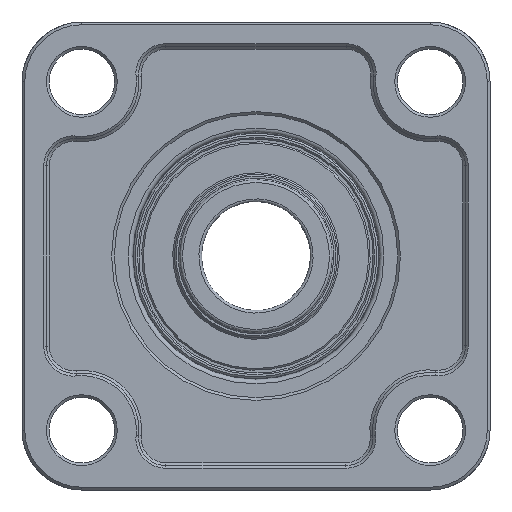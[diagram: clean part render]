
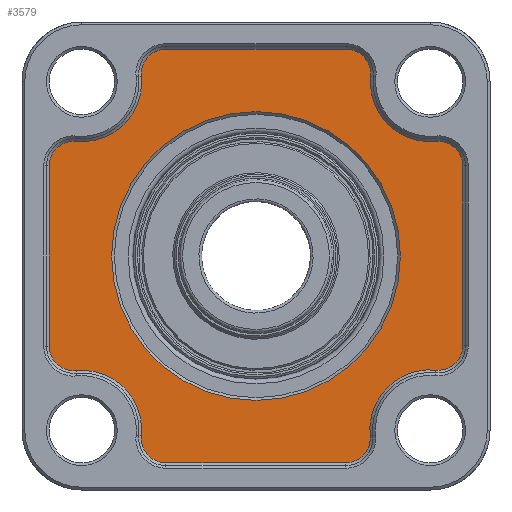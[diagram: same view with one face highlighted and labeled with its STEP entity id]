
A CAD part, front view. The second image highlights one B-rep face of the part: STEP entity #3579.
In plain terms, the highlighted planar face has unit normal (0, -1, 0).
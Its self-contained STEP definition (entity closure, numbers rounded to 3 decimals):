
#188=FACE_BOUND('',#605,.T.);
#293=PLANE('',#3915);
#366=FACE_OUTER_BOUND('',#604,.T.);
#604=EDGE_LOOP('',(#2512,#2513,#2514,#2515,#2516,#2517,#2518,#2519,#2520,
#2521,#2522,#2523,#2524,#2525,#2526,#2527));
#605=EDGE_LOOP('',(#2528));
#846=CIRCLE('',#3862,4.5);
#848=CIRCLE('',#3866,4.5);
#851=CIRCLE('',#3870,11.);
#852=CIRCLE('',#3872,4.5);
#854=CIRCLE('',#3876,4.5);
#857=CIRCLE('',#3880,11.);
#858=CIRCLE('',#3882,4.5);
#860=CIRCLE('',#3886,4.5);
#863=CIRCLE('',#3890,11.);
#864=CIRCLE('',#3892,4.5);
#866=CIRCLE('',#3896,4.5);
#869=CIRCLE('',#3900,11.084);
#876=CIRCLE('',#3916,26.528);
#1140=LINE('',#5620,#1346);
#1146=LINE('',#5644,#1352);
#1152=LINE('',#5668,#1358);
#1158=LINE('',#5692,#1364);
#1346=VECTOR('',#4388,10.);
#1352=VECTOR('',#4414,10.);
#1358=VECTOR('',#4440,10.);
#1364=VECTOR('',#4466,10.);
#1549=VERTEX_POINT('',#5608);
#1550=VERTEX_POINT('',#5610);
#1553=VERTEX_POINT('',#5618);
#1555=VERTEX_POINT('',#5623);
#1557=VERTEX_POINT('',#5630);
#1559=VERTEX_POINT('',#5635);
#1561=VERTEX_POINT('',#5642);
#1563=VERTEX_POINT('',#5647);
#1565=VERTEX_POINT('',#5654);
#1567=VERTEX_POINT('',#5659);
#1569=VERTEX_POINT('',#5666);
#1571=VERTEX_POINT('',#5671);
#1573=VERTEX_POINT('',#5678);
#1575=VERTEX_POINT('',#5683);
#1577=VERTEX_POINT('',#5690);
#1579=VERTEX_POINT('',#5695);
#1589=VERTEX_POINT('',#5737);
#1871=EDGE_CURVE('',#1549,#1550,#846,.T.);
#1876=EDGE_CURVE('',#1553,#1549,#1140,.T.);
#1878=EDGE_CURVE('',#1555,#1553,#848,.T.);
#1882=EDGE_CURVE('',#1557,#1555,#851,.T.);
#1884=EDGE_CURVE('',#1559,#1557,#852,.T.);
#1888=EDGE_CURVE('',#1561,#1559,#1146,.T.);
#1890=EDGE_CURVE('',#1563,#1561,#854,.T.);
#1894=EDGE_CURVE('',#1565,#1563,#857,.T.);
#1896=EDGE_CURVE('',#1567,#1565,#858,.T.);
#1900=EDGE_CURVE('',#1569,#1567,#1152,.T.);
#1902=EDGE_CURVE('',#1571,#1569,#860,.T.);
#1906=EDGE_CURVE('',#1573,#1571,#863,.T.);
#1908=EDGE_CURVE('',#1575,#1573,#864,.T.);
#1912=EDGE_CURVE('',#1577,#1575,#1158,.T.);
#1914=EDGE_CURVE('',#1579,#1577,#866,.T.);
#1917=EDGE_CURVE('',#1550,#1579,#869,.T.);
#1935=EDGE_CURVE('',#1589,#1589,#876,.T.);
#2512=ORIENTED_EDGE('',*,*,#1871,.F.);
#2513=ORIENTED_EDGE('',*,*,#1876,.F.);
#2514=ORIENTED_EDGE('',*,*,#1878,.F.);
#2515=ORIENTED_EDGE('',*,*,#1882,.F.);
#2516=ORIENTED_EDGE('',*,*,#1884,.F.);
#2517=ORIENTED_EDGE('',*,*,#1888,.F.);
#2518=ORIENTED_EDGE('',*,*,#1890,.F.);
#2519=ORIENTED_EDGE('',*,*,#1894,.F.);
#2520=ORIENTED_EDGE('',*,*,#1896,.F.);
#2521=ORIENTED_EDGE('',*,*,#1900,.F.);
#2522=ORIENTED_EDGE('',*,*,#1902,.F.);
#2523=ORIENTED_EDGE('',*,*,#1906,.F.);
#2524=ORIENTED_EDGE('',*,*,#1908,.F.);
#2525=ORIENTED_EDGE('',*,*,#1912,.F.);
#2526=ORIENTED_EDGE('',*,*,#1914,.F.);
#2527=ORIENTED_EDGE('',*,*,#1917,.F.);
#2528=ORIENTED_EDGE('',*,*,#1935,.F.);
#3579=ADVANCED_FACE('',(#366,#188),#293,.T.);
#3862=AXIS2_PLACEMENT_3D('',#5611,#4379,#4380);
#3866=AXIS2_PLACEMENT_3D('',#5625,#4392,#4393);
#3870=AXIS2_PLACEMENT_3D('',#5632,#4401,#4402);
#3872=AXIS2_PLACEMENT_3D('',#5637,#4406,#4407);
#3876=AXIS2_PLACEMENT_3D('',#5649,#4418,#4419);
#3880=AXIS2_PLACEMENT_3D('',#5656,#4427,#4428);
#3882=AXIS2_PLACEMENT_3D('',#5661,#4432,#4433);
#3886=AXIS2_PLACEMENT_3D('',#5673,#4444,#4445);
#3890=AXIS2_PLACEMENT_3D('',#5680,#4453,#4454);
#3892=AXIS2_PLACEMENT_3D('',#5685,#4458,#4459);
#3896=AXIS2_PLACEMENT_3D('',#5697,#4470,#4471);
#3900=AXIS2_PLACEMENT_3D('',#5701,#4478,#4479);
#3915=AXIS2_PLACEMENT_3D('',#5736,#4519,#4520);
#3916=AXIS2_PLACEMENT_3D('',#5738,#4521,#4522);
#4379=DIRECTION('center_axis',(0.,1.,0.));
#4380=DIRECTION('ref_axis',(0.672,0.,-0.74));
#4388=DIRECTION('',(0.,0.,-1.));
#4392=DIRECTION('center_axis',(0.,1.,0.));
#4393=DIRECTION('ref_axis',(0.672,0.,0.741));
#4401=DIRECTION('center_axis',(0.,-1.,0.));
#4402=DIRECTION('ref_axis',(-1.,0.,0.));
#4406=DIRECTION('center_axis',(0.,1.,0.));
#4407=DIRECTION('ref_axis',(0.741,0.,0.672));
#4414=DIRECTION('',(1.,0.,0.));
#4418=DIRECTION('center_axis',(0.,1.,0.));
#4419=DIRECTION('ref_axis',(-0.741,0.,0.672));
#4427=DIRECTION('center_axis',(0.,-1.,0.));
#4428=DIRECTION('ref_axis',(1.,0.,0.));
#4432=DIRECTION('center_axis',(0.,1.,0.));
#4433=DIRECTION('ref_axis',(-0.672,0.,0.741));
#4440=DIRECTION('',(0.,0.,1.));
#4444=DIRECTION('center_axis',(0.,1.,0.));
#4445=DIRECTION('ref_axis',(-0.672,0.,-0.741));
#4453=DIRECTION('center_axis',(0.,-1.,0.));
#4454=DIRECTION('ref_axis',(1.,0.,0.));
#4458=DIRECTION('center_axis',(0.,1.,0.));
#4459=DIRECTION('ref_axis',(-0.741,0.,-0.672));
#4466=DIRECTION('',(-1.,0.,0.));
#4470=DIRECTION('center_axis',(0.,1.,0.));
#4471=DIRECTION('ref_axis',(0.74,0.,-0.672));
#4478=DIRECTION('center_axis',(0.,-1.,0.));
#4479=DIRECTION('ref_axis',(-1.,0.,0.));
#4519=DIRECTION('center_axis',(0.,-1.,0.));
#4520=DIRECTION('ref_axis',(0.,0.,-1.));
#4521=DIRECTION('center_axis',(0.,-1.,0.));
#4522=DIRECTION('ref_axis',(-1.,0.,0.));
#5608=CARTESIAN_POINT('',(38.,4.,-16.488));
#5610=CARTESIAN_POINT('',(33.067,4.,-20.967));
#5611=CARTESIAN_POINT('Origin',(33.5,4.,-16.488));
#5618=CARTESIAN_POINT('',(38.,4.,16.573));
#5620=CARTESIAN_POINT('',(38.,4.,11.877));
#5623=CARTESIAN_POINT('',(33.065,4.,21.052));
#5625=CARTESIAN_POINT('Origin',(33.5,4.,16.573));
#5630=CARTESIAN_POINT('',(21.052,4.,33.065));
#5632=CARTESIAN_POINT('Origin',(32.,4.,32.));
#5635=CARTESIAN_POINT('',(16.573,4.,38.));
#5637=CARTESIAN_POINT('Origin',(16.573,4.,33.5));
#5642=CARTESIAN_POINT('',(-16.573,4.,38.));
#5644=CARTESIAN_POINT('',(-11.877,4.,38.));
#5647=CARTESIAN_POINT('',(-21.052,4.,33.065));
#5649=CARTESIAN_POINT('Origin',(-16.573,4.,33.5));
#5654=CARTESIAN_POINT('',(-33.065,4.,21.052));
#5656=CARTESIAN_POINT('Origin',(-32.,4.,32.));
#5659=CARTESIAN_POINT('',(-38.,4.,16.573));
#5661=CARTESIAN_POINT('Origin',(-33.5,4.,16.573));
#5666=CARTESIAN_POINT('',(-38.,4.,-16.573));
#5668=CARTESIAN_POINT('',(-38.,4.,-11.877));
#5671=CARTESIAN_POINT('',(-33.065,4.,-21.052));
#5673=CARTESIAN_POINT('Origin',(-33.5,4.,-16.573));
#5678=CARTESIAN_POINT('',(-21.052,4.,-33.065));
#5680=CARTESIAN_POINT('Origin',(-32.,4.,-32.));
#5683=CARTESIAN_POINT('',(-16.573,4.,-38.));
#5685=CARTESIAN_POINT('Origin',(-16.573,4.,-33.5));
#5690=CARTESIAN_POINT('',(16.488,4.,-38.));
#5692=CARTESIAN_POINT('',(11.823,4.,-38.));
#5695=CARTESIAN_POINT('',(20.967,4.,-33.067));
#5697=CARTESIAN_POINT('Origin',(16.488,4.,-33.5));
#5701=CARTESIAN_POINT('Origin',(32.,4.,-32.));
#5736=CARTESIAN_POINT('Origin',(0.,4.,0.));
#5737=CARTESIAN_POINT('',(26.528,4.,0.));
#5738=CARTESIAN_POINT('Origin',(0.,4.,0.));
